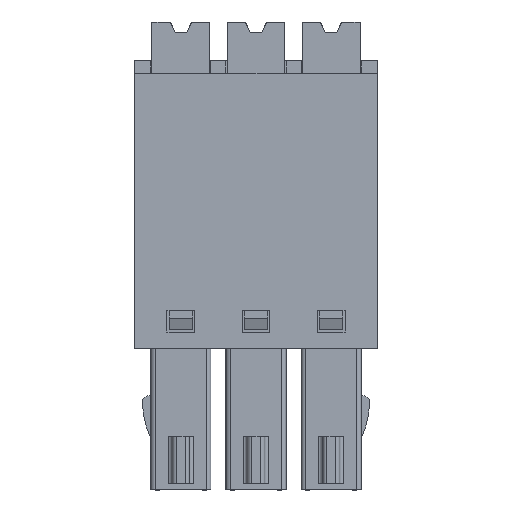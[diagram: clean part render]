
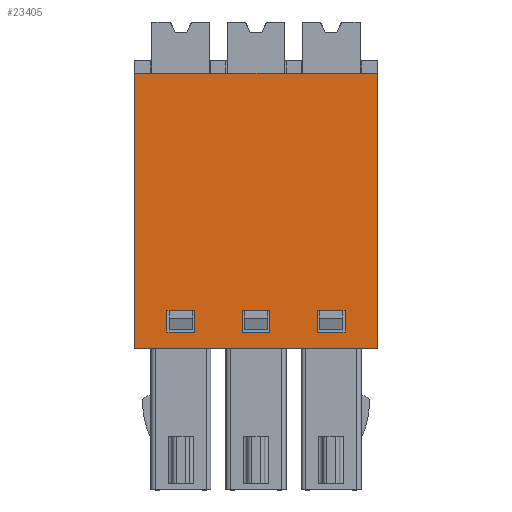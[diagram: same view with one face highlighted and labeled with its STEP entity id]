
A CAD part, top view. The second image highlights one B-rep face of the part: STEP entity #23405.
In plain terms, the highlighted planar face has unit normal (0, 0, 1).
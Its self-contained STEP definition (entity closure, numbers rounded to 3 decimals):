
#250 = CARTESIAN_POINT ( 'NONE',  ( 1.5, 7.35, 7.8 ) ) ;
#435 = CARTESIAN_POINT ( 'NONE',  ( 11.3, 6.6, 7.8 ) ) ;
#455 = DIRECTION ( 'NONE',  ( 0., -1., 0. ) ) ;
#470 = VECTOR ( 'NONE', #10694, 1000. ) ;
#535 = ORIENTED_EDGE ( 'NONE', *, *, #10181, .F. ) ;
#629 = PLANE ( 'NONE',  #4468 ) ;
#1529 = LINE ( 'NONE', #4368, #9193 ) ;
#1814 = ORIENTED_EDGE ( 'NONE', *, *, #27915, .T. ) ;
#2098 = CARTESIAN_POINT ( 'NONE',  ( 5., 8.35, 7.8 ) ) ;
#2385 = EDGE_CURVE ( 'NONE', #10766, #17464, #19362, .T. ) ;
#2441 = DIRECTION ( 'NONE',  ( 1., 0., 0. ) ) ;
#3360 = ORIENTED_EDGE ( 'NONE', *, *, #27792, .F. ) ;
#3739 = CARTESIAN_POINT ( 'NONE',  ( 0., 20., 7.8 ) ) ;
#4296 = CARTESIAN_POINT ( 'NONE',  ( 9.8, 7.35, 7.8 ) ) ;
#4368 = CARTESIAN_POINT ( 'NONE',  ( 8.5, 8.35, 7.8 ) ) ;
#4468 = AXIS2_PLACEMENT_3D ( 'NONE', #18103, #20516, #15362 ) ;
#4803 = LINE ( 'NONE', #2098, #12858 ) ;
#5016 = LINE ( 'NONE', #7566, #7887 ) ;
#5040 = LINE ( 'NONE', #5687, #16849 ) ;
#5257 = CARTESIAN_POINT ( 'NONE',  ( 5., 8.35, 7.8 ) ) ;
#5612 = FACE_BOUND ( 'NONE', #26234, .T. ) ;
#5687 = CARTESIAN_POINT ( 'NONE',  ( 5., 7.35, 7.8 ) ) ;
#5882 = VECTOR ( 'NONE', #20682, 1000. ) ;
#5900 = VERTEX_POINT ( 'NONE', #19033 ) ;
#5922 = FACE_BOUND ( 'NONE', #28771, .T. ) ;
#5974 = CARTESIAN_POINT ( 'NONE',  ( 0., 19.4, 7.8 ) ) ;
#6150 = CARTESIAN_POINT ( 'NONE',  ( 11.3, 19.4, 7.8 ) ) ;
#6214 = CARTESIAN_POINT ( 'NONE',  ( 11.3, 6.6, 7.8 ) ) ;
#6293 = LINE ( 'NONE', #6150, #26097 ) ;
#6878 = ORIENTED_EDGE ( 'NONE', *, *, #31592, .F. ) ;
#7040 = LINE ( 'NONE', #14542, #31022 ) ;
#7322 = ORIENTED_EDGE ( 'NONE', *, *, #7555, .F. ) ;
#7488 = VERTEX_POINT ( 'NONE', #435 ) ;
#7555 = EDGE_CURVE ( 'NONE', #19698, #21007, #19967, .T. ) ;
#7566 = CARTESIAN_POINT ( 'NONE',  ( 8.5, 7.35, 7.8 ) ) ;
#7695 = VERTEX_POINT ( 'NONE', #13862 ) ;
#7787 = CARTESIAN_POINT ( 'NONE',  ( 2.8, 8.35, 7.8 ) ) ;
#7887 = VECTOR ( 'NONE', #2441, 1000. ) ;
#8158 = LINE ( 'NONE', #27992, #5882 ) ;
#8347 = VERTEX_POINT ( 'NONE', #30779 ) ;
#9193 = VECTOR ( 'NONE', #21365, 1000. ) ;
#9528 = VECTOR ( 'NONE', #455, 1000. ) ;
#9881 = DIRECTION ( 'NONE',  ( 0., -1., 0. ) ) ;
#9935 = VECTOR ( 'NONE', #27288, 1000. ) ;
#10181 = EDGE_CURVE ( 'NONE', #21007, #13180, #22822, .T. ) ;
#10324 = EDGE_CURVE ( 'NONE', #17464, #28797, #5040, .T. ) ;
#10549 = FACE_OUTER_BOUND ( 'NONE', #16365, .T. ) ;
#10694 = DIRECTION ( 'NONE',  ( -1., 0., 0. ) ) ;
#10727 = ORIENTED_EDGE ( 'NONE', *, *, #23364, .F. ) ;
#10766 = VERTEX_POINT ( 'NONE', #17574 ) ;
#10933 = LINE ( 'NONE', #25197, #29129 ) ;
#11258 = DIRECTION ( 'NONE',  ( 0., -1., 0. ) ) ;
#11898 = LINE ( 'NONE', #23435, #15653 ) ;
#12380 = CARTESIAN_POINT ( 'NONE',  ( 5., 7.35, 7.8 ) ) ;
#12858 = VECTOR ( 'NONE', #14082, 1000. ) ;
#13180 = VERTEX_POINT ( 'NONE', #18528 ) ;
#13627 = LINE ( 'NONE', #3739, #14772 ) ;
#13726 = ORIENTED_EDGE ( 'NONE', *, *, #2385, .F. ) ;
#13862 = CARTESIAN_POINT ( 'NONE',  ( 6.3, 8.35, 7.8 ) ) ;
#13878 = CARTESIAN_POINT ( 'NONE',  ( 2.8, 7.35, 7.8 ) ) ;
#14082 = DIRECTION ( 'NONE',  ( -1., 0., 0. ) ) ;
#14542 = CARTESIAN_POINT ( 'NONE',  ( 1.5, 8.35, 7.8 ) ) ;
#14615 = VERTEX_POINT ( 'NONE', #4296 ) ;
#14772 = VECTOR ( 'NONE', #25946, 1000. ) ;
#14904 = VERTEX_POINT ( 'NONE', #23007 ) ;
#15107 = EDGE_CURVE ( 'NONE', #28797, #7695, #8158, .T. ) ;
#15362 = DIRECTION ( 'NONE',  ( -1., 0., 0. ) ) ;
#15490 = LINE ( 'NONE', #6214, #470 ) ;
#15508 = EDGE_CURVE ( 'NONE', #30654, #28540, #11898, .T. ) ;
#15653 = VECTOR ( 'NONE', #11258, 1000. ) ;
#16365 = EDGE_LOOP ( 'NONE', ( #6878, #3360, #1814, #26602 ) ) ;
#16849 = VECTOR ( 'NONE', #17208, 1000. ) ;
#17208 = DIRECTION ( 'NONE',  ( 1., 0., 0. ) ) ;
#17464 = VERTEX_POINT ( 'NONE', #12380 ) ;
#17512 = EDGE_CURVE ( 'NONE', #28540, #14615, #5016, .T. ) ;
#17534 = LINE ( 'NONE', #250, #23161 ) ;
#17561 = CARTESIAN_POINT ( 'NONE',  ( 1.5, 8.35, 7.8 ) ) ;
#17574 = CARTESIAN_POINT ( 'NONE',  ( 5., 8.35, 7.8 ) ) ;
#18103 = CARTESIAN_POINT ( 'NONE',  ( 0., 20., 7.8 ) ) ;
#18528 = CARTESIAN_POINT ( 'NONE',  ( 1.5, 8.35, 7.8 ) ) ;
#18818 = ORIENTED_EDGE ( 'NONE', *, *, #15107, .F. ) ;
#19033 = CARTESIAN_POINT ( 'NONE',  ( 11.3, 19.4, 7.8 ) ) ;
#19253 = EDGE_CURVE ( 'NONE', #13180, #31331, #7040, .T. ) ;
#19362 = LINE ( 'NONE', #5257, #9528 ) ;
#19544 = CARTESIAN_POINT ( 'NONE',  ( 6.3, 7.35, 7.8 ) ) ;
#19698 = VERTEX_POINT ( 'NONE', #13878 ) ;
#19765 = DIRECTION ( 'NONE',  ( 1., 0., 0. ) ) ;
#19967 = LINE ( 'NONE', #7787, #9935 ) ;
#20023 = CARTESIAN_POINT ( 'NONE',  ( 2.8, 8.35, 7.8 ) ) ;
#20098 = EDGE_CURVE ( 'NONE', #8347, #30654, #1529, .T. ) ;
#20355 = VERTEX_POINT ( 'NONE', #5974 ) ;
#20516 = DIRECTION ( 'NONE',  ( 0., 0., -1. ) ) ;
#20682 = DIRECTION ( 'NONE',  ( 0., 1., 0. ) ) ;
#21007 = VERTEX_POINT ( 'NONE', #20023 ) ;
#21365 = DIRECTION ( 'NONE',  ( -1., 0., 0. ) ) ;
#21876 = ORIENTED_EDGE ( 'NONE', *, *, #22275, .F. ) ;
#22111 = EDGE_LOOP ( 'NONE', ( #30200, #10727, #30132, #30434 ) ) ;
#22275 = EDGE_CURVE ( 'NONE', #31331, #19698, #17534, .T. ) ;
#22822 = LINE ( 'NONE', #17561, #26982 ) ;
#22971 = ORIENTED_EDGE ( 'NONE', *, *, #19253, .F. ) ;
#23007 = CARTESIAN_POINT ( 'NONE',  ( 0., 6.6, 7.8 ) ) ;
#23161 = VECTOR ( 'NONE', #19765, 1000. ) ;
#23364 = EDGE_CURVE ( 'NONE', #14615, #8347, #28847, .T. ) ;
#23405 = ADVANCED_FACE ( 'NONE', ( #5612, #25610, #5922, #10549 ), #629, .F. ) ;
#23435 = CARTESIAN_POINT ( 'NONE',  ( 8.5, 8.35, 7.8 ) ) ;
#25197 = CARTESIAN_POINT ( 'NONE',  ( 11.3, 20., 7.8 ) ) ;
#25610 = FACE_BOUND ( 'NONE', #22111, .T. ) ;
#25946 = DIRECTION ( 'NONE',  ( 0., -1., 0. ) ) ;
#26097 = VECTOR ( 'NONE', #28350, 1000. ) ;
#26234 = EDGE_LOOP ( 'NONE', ( #26461, #18818, #27578, #13726 ) ) ;
#26461 = ORIENTED_EDGE ( 'NONE', *, *, #28096, .F. ) ;
#26602 = ORIENTED_EDGE ( 'NONE', *, *, #28706, .T. ) ;
#26982 = VECTOR ( 'NONE', #27283, 1000. ) ;
#27283 = DIRECTION ( 'NONE',  ( -1., 0., 0. ) ) ;
#27288 = DIRECTION ( 'NONE',  ( 0., 1., 0. ) ) ;
#27411 = DIRECTION ( 'NONE',  ( 0., -1., 0. ) ) ;
#27578 = ORIENTED_EDGE ( 'NONE', *, *, #10324, .F. ) ;
#27792 = EDGE_CURVE ( 'NONE', #5900, #7488, #10933, .T. ) ;
#27835 = CARTESIAN_POINT ( 'NONE',  ( 8.5, 7.35, 7.8 ) ) ;
#27915 = EDGE_CURVE ( 'NONE', #5900, #20355, #6293, .T. ) ;
#27968 = VECTOR ( 'NONE', #31276, 1000. ) ;
#27992 = CARTESIAN_POINT ( 'NONE',  ( 6.3, 8.35, 7.8 ) ) ;
#28096 = EDGE_CURVE ( 'NONE', #7695, #10766, #4803, .T. ) ;
#28350 = DIRECTION ( 'NONE',  ( -1., 0., 0. ) ) ;
#28540 = VERTEX_POINT ( 'NONE', #27835 ) ;
#28706 = EDGE_CURVE ( 'NONE', #20355, #14904, #13627, .T. ) ;
#28771 = EDGE_LOOP ( 'NONE', ( #535, #7322, #21876, #22971 ) ) ;
#28797 = VERTEX_POINT ( 'NONE', #19544 ) ;
#28847 = LINE ( 'NONE', #30637, #27968 ) ;
#29129 = VECTOR ( 'NONE', #27411, 1000. ) ;
#29663 = CARTESIAN_POINT ( 'NONE',  ( 1.5, 7.35, 7.8 ) ) ;
#30132 = ORIENTED_EDGE ( 'NONE', *, *, #17512, .F. ) ;
#30200 = ORIENTED_EDGE ( 'NONE', *, *, #20098, .F. ) ;
#30293 = CARTESIAN_POINT ( 'NONE',  ( 8.5, 8.35, 7.8 ) ) ;
#30434 = ORIENTED_EDGE ( 'NONE', *, *, #15508, .F. ) ;
#30637 = CARTESIAN_POINT ( 'NONE',  ( 9.8, 8.35, 7.8 ) ) ;
#30654 = VERTEX_POINT ( 'NONE', #30293 ) ;
#30779 = CARTESIAN_POINT ( 'NONE',  ( 9.8, 8.35, 7.8 ) ) ;
#31022 = VECTOR ( 'NONE', #9881, 1000. ) ;
#31276 = DIRECTION ( 'NONE',  ( 0., 1., 0. ) ) ;
#31331 = VERTEX_POINT ( 'NONE', #29663 ) ;
#31592 = EDGE_CURVE ( 'NONE', #7488, #14904, #15490, .T. ) ;
